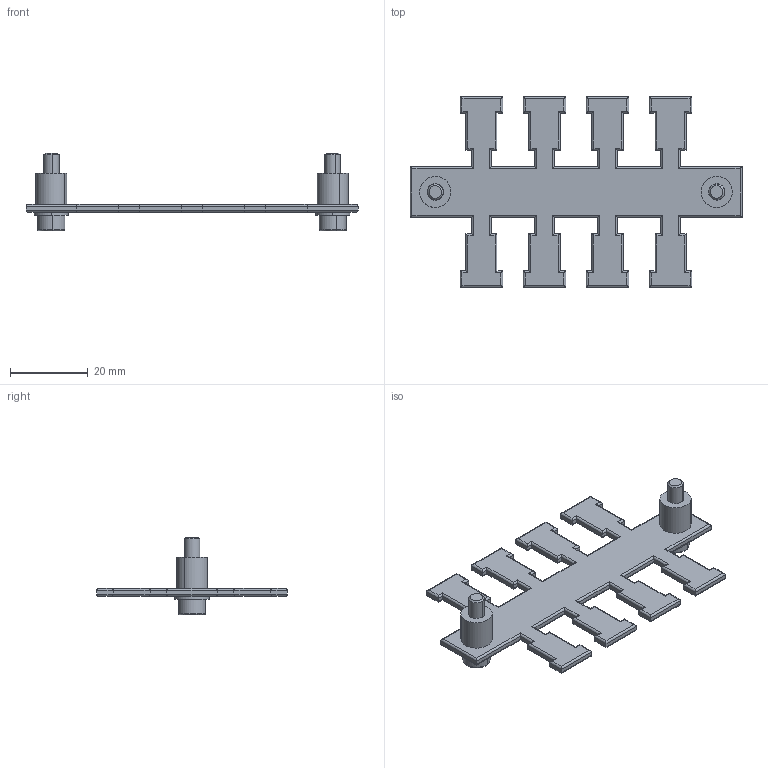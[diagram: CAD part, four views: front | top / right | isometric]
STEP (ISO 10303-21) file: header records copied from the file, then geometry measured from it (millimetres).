
FILE_DESCRIPTION (( 'STEP AP214' ), '1' );
FILE_NAME ('1041-011.STEP', '2024-08-28T07:57:07', ( '' ), ( '' ), 'SwSTEP 2.0', 'SolidWorks 2022', '' );
FILE_SCHEMA (( 'AUTOMOTIVE_DESIGN' ));
Length unit declared in the file: millimetre
Products named in the file (5): 1041-032; 8010-012; 1041-011; 1041-021; 8010-011_DIN 912 M4 x 16 --- 16C
Assembly tree (7 placements, depth 2):
  1041-011
    1041-021  x2
    8010-011_DIN 912 M4 x 16 --- 16C  x2
    8010-012  x2
    1041-032
Bounding box: 85.3 x 49 x 20 mm (x, y, z)
Volume: 5715.1 mm3; surface area: 7182.9 mm2
Topology: 7 solids, 7 shells, 400 faces, 908 edges, 522 vertices
Faces by surface type: cylinder 228, plane 140, cone 16, torus 16
Entity records: 9858 total; most frequent: CARTESIAN_POINT 2252, ORIENTED_EDGE 1632, DIRECTION 1418, EDGE_CURVE 816, LINE 548, VECTOR 548, VERTEX_POINT 469, AXIS2_PLACEMENT_3D 435
